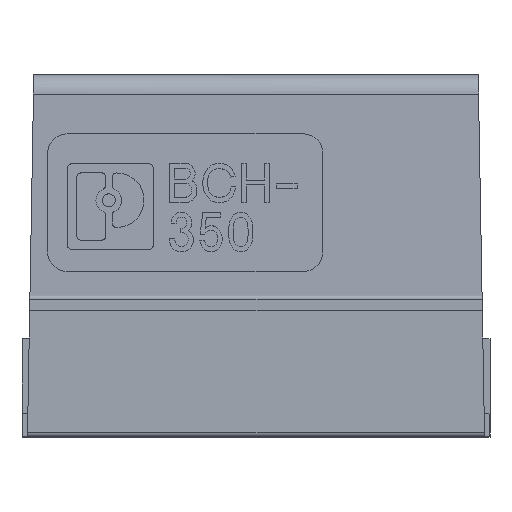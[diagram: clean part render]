
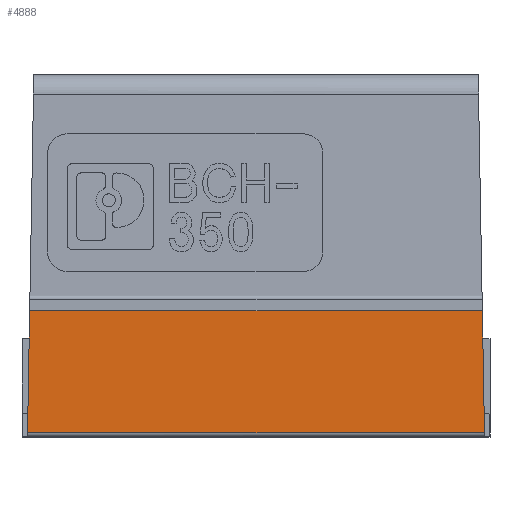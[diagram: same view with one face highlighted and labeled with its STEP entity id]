
A CAD part, top view. The second image highlights one B-rep face of the part: STEP entity #4888.
In plain terms, the highlighted planar face has unit normal (0, 0, 1).
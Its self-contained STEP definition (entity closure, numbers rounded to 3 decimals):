
#4888=ADVANCED_FACE('',(#12222),#12223,.F.);
#5936=VERTEX_POINT('',#13687);
#5938=VERTEX_POINT('',#13689);
#5940=EDGE_CURVE('',#5936,#5938,#13691,.T.);
#6140=VERTEX_POINT('',#13917);
#6144=EDGE_CURVE('',#5938,#6140,#13921,.T.);
#7336=VERTEX_POINT('',#15114);
#7338=EDGE_CURVE('',#6140,#7336,#15116,.T.);
#7340=EDGE_CURVE('',#7336,#5936,#15118,.T.);
#12222=FACE_OUTER_BOUND('',#22785,.T.);
#12223=PLANE('',#22786);
#13687=CARTESIAN_POINT('',(0.002,0.1,7.15));
#13689=CARTESIAN_POINT('',(11.621,0.1,7.15));
#13691=LINE('',#24513,#24514);
#13917=CARTESIAN_POINT('',(11.566,3.2,7.15));
#13921=LINE('',#24919,#24920);
#15114=CARTESIAN_POINT('',(0.056,3.2,7.15));
#15116=LINE('',#26892,#26893);
#15118=LINE('',#26896,#26897);
#22785=EDGE_LOOP('',(#34842,#34843,#34844,#34845));
#22786=AXIS2_PLACEMENT_3D('',#34846,#34847,#34848);
#24513=CARTESIAN_POINT('',(2.311,0.1,7.15));
#24514=VECTOR('',#38721,1.0);
#24919=CARTESIAN_POINT('',(11.621,0.1,7.15));
#24920=VECTOR('',#38827,1.0);
#26892=CARTESIAN_POINT('',(11.566,3.2,7.15));
#26893=VECTOR('',#39251,1.0);
#26896=CARTESIAN_POINT('',(0.056,3.2,7.15));
#26897=VECTOR('',#39252,1.0);
#34842=ORIENTED_EDGE('',*,*,#7338,.T.);
#34843=ORIENTED_EDGE('',*,*,#7340,.T.);
#34844=ORIENTED_EDGE('',*,*,#5940,.T.);
#34845=ORIENTED_EDGE('',*,*,#6144,.T.);
#34846=CARTESIAN_POINT('',(-0.056,0.022,7.15));
#34847=DIRECTION('',(0.,0.,-1.0));
#34848=DIRECTION('',(-1.0,0.0,0.));
#38721=DIRECTION('',(1.0,0.,0.));
#38827=DIRECTION('',(-0.018,1.,0.));
#39251=DIRECTION('',(-1.0,0.,0.));
#39252=DIRECTION('',(-0.018,-1.,0.));
